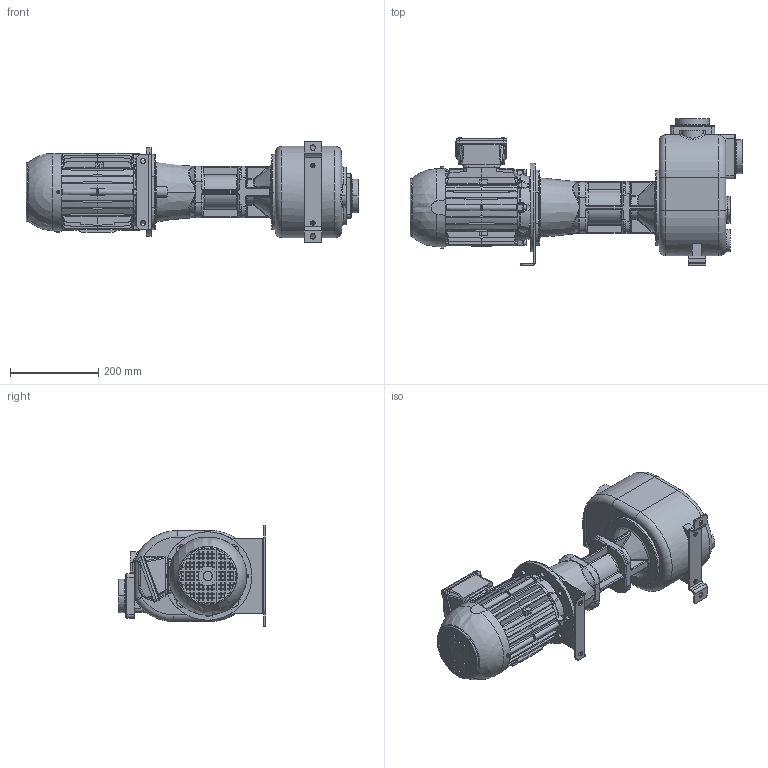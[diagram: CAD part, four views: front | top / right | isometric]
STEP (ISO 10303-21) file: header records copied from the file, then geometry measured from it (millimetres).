
FILE_DESCRIPTION((''),'2;1');
FILE_NAME('S_50_BBT','2014-04-16T',('Amenduni'),(''),'PRO/ENGINEER BY PARAMETRIC TECHNOLOGY CORPORATION, 2013410','PRO/ENGINEER BY PARAMETRIC TECHNOLOGY CORPORATION, 2013410','');
FILE_SCHEMA(('CONFIG_CONTROL_DESIGN'));
Length unit declared in the file: millimetre
Products named in the file (1): S_50_BBT
Bounding box: 750.5 x 331 x 230 mm (x, y, z)
Volume: 16058689.6 mm3; surface area: 835592.8 mm2
Topology: 1 solids, 1 shells, 2232 faces, 5553 edges, 3469 vertices
Faces by surface type: plane 1263, cylinder 435, bspline 259, torus 135, cone 123, sphere 13, extrusion 4
Entity records: 94196 total; most frequent: CARTESIAN_POINT 43711, ORIENTED_EDGE 11046, DIRECTION 9398, EDGE_CURVE 5523, VERTEX_POINT 3469, AXIS2_PLACEMENT_3D 3139, VECTOR 3120, LINE 3116
